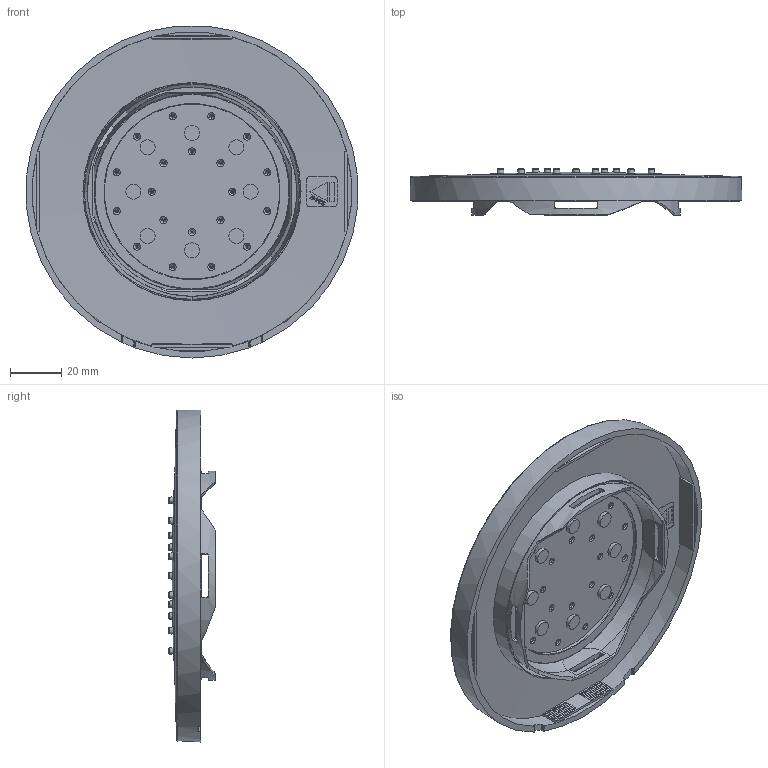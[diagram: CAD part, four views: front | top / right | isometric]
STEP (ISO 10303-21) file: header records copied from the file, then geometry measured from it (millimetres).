
FILE_DESCRIPTION(/* description */ ('Unknown'),/* implementation_level */ '2;1');
FILE_NAME(/* name */ 'M130',/* time_stamp */ '2016-04-21T10:20:02+02:00',/* author */ ('Unknown'),/* organization */ ('Unknown'),/* preprocessor_version */ 'ST-DEVELOPER v16.7',/* originating_system */ 'DEX',/* authorisation */ $);
FILE_SCHEMA (('AUTOMOTIVE_DESIGN {1 0 10303 214 3 1 1}'));
Products named in the file (6): M130; A34013; E055035_00_AF0_ASM; A64025_; A063021; E112005_00_AF0_ASM
Assembly tree (5 placements, depth 3):
  M130
    A34013
    E055035_00_AF0_ASM
      A64025_
      A063021
    E112005_00_AF0_ASM
Bounding box: 129.52 x 18.1 x 129.75 mm (x, y, z)
Volume: 54365.8 mm3; surface area: 56082.7 mm2
Topology: 3 solids, 3 shells, 710 faces, 1985 edges, 1345 vertices
Faces by surface type: plane 407, cylinder 89, cone 82, torus 65, bspline 44, sphere 23
Full cylindrical faces by diameter (mm): 0.6 x20, 1.8 x20, 5.888 x8, 68.5 x1, 76.4 x1, 81.678 x1
Entity records: 45279 total; most frequent: CARTESIAN_POINT 27545, ORIENTED_EDGE 3358, DIRECTION 3124, EDGE_CURVE 1679, VERTEX_POINT 1214, AXIS2_PLACEMENT_3D 1150, EDGE_LOOP 1039, FACE_BOUND 1039
